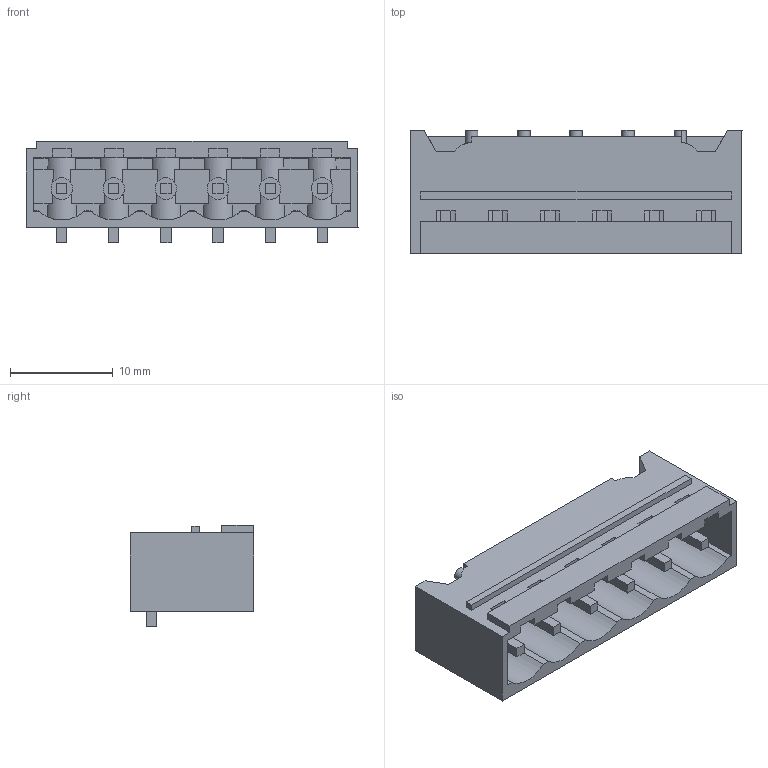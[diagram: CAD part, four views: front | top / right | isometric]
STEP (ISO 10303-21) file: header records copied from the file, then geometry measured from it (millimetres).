
FILE_DESCRIPTION(('CATIA V5 STEP Exchange','CAx-IF Rec.Pracs.--- Model Styling and Organization---1.4--- 2014-01-23'),'2;1');
FILE_NAME ('D1455858_2', '2022-05-20T08:44:15+00:00', ('none'), ('Weidmueller'), 'CATIA Version 5-6 Release 2016 SP3 HF44', 'CATIA V5 STEP AP214', 'none');
FILE_SCHEMA(('AUTOMOTIVE_DESIGN { 1 0 10303 214 1 1 1 1 }'));
Length unit declared in the file: millimetre
Products named in the file (1): 1775042001
Bounding box: 32.38 x 12 x 9.93 mm (x, y, z)
Volume: 1239.5 mm3; surface area: 2811.9 mm2
Topology: 7 solids, 7 shells, 376 faces, 1143 edges, 770 vertices
Faces by surface type: plane 313, cylinder 53, extrusion 10
Entity records: 12950 total; most frequent: CARTESIAN_POINT 2987, ORIENTED_EDGE 2286, DIRECTION 1531, EDGE_CURVE 1143, VECTOR 847, LINE 837, VERTEX_POINT 770, AXIS2_PLACEMENT_3D 410
